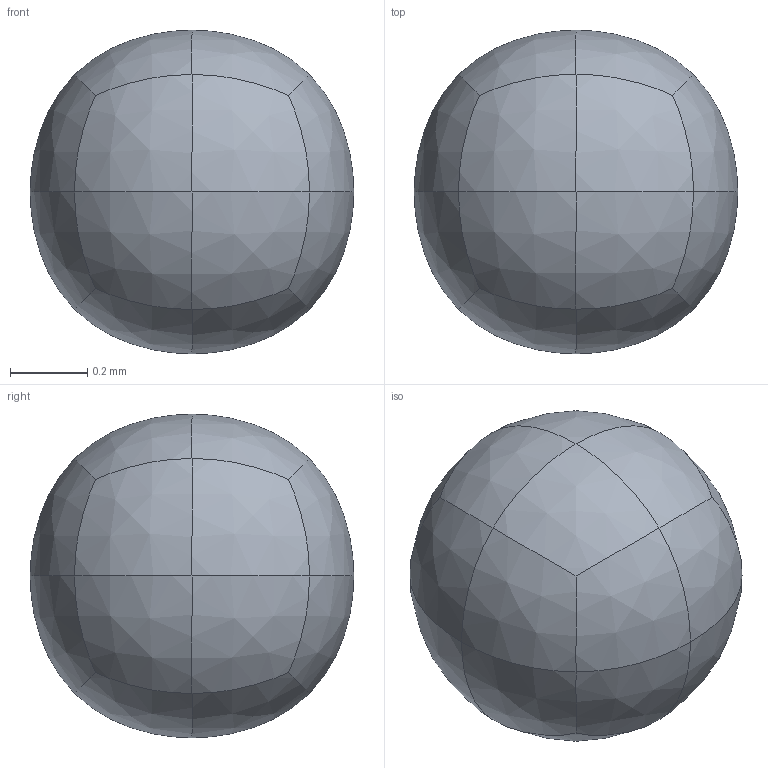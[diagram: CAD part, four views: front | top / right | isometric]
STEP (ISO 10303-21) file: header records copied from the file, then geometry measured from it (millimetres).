
FILE_DESCRIPTION(('STEP AP214'),'1');
FILE_NAME('cube_limit_stitched.stp','2017-03-14T13:21:32',(' '),(' '),' ',' ',' ');
FILE_SCHEMA(('AUTOMOTIVE_DESIGN { 1 0 10303 214 1 1 1 1 }'));
Length unit declared in the file: millimetre
Products named in the file (1): 1
Bounding box: 0.84 x 0.84 x 0.84 mm (x, y, z)
Volume: 0.3 mm3; surface area: 2.3 mm2
Topology: 1 solids, 1 shells, 24 faces, 48 edges, 26 vertices
Faces by surface type: bspline 24
Entity records: 939 total; most frequent: CARTESIAN_POINT 603, ORIENTED_EDGE 96, EDGE_CURVE 48, B_SPLINE_CURVE_WITH_KNOTS 48, VERTEX_POINT 26, ADVANCED_FACE 24, FACE_OUTER_BOUND 24, B_SPLINE_SURFACE_WITH_KNOTS 24
